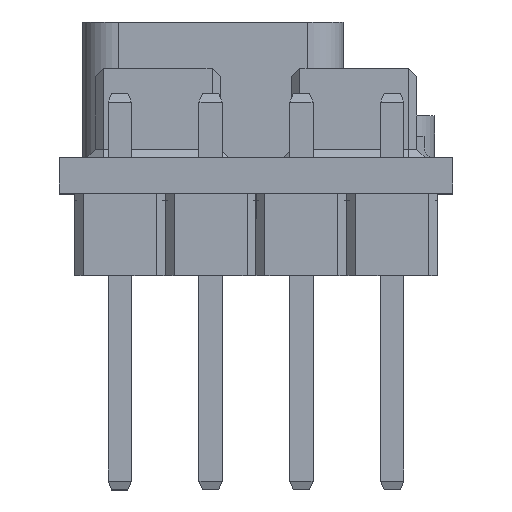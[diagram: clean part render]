
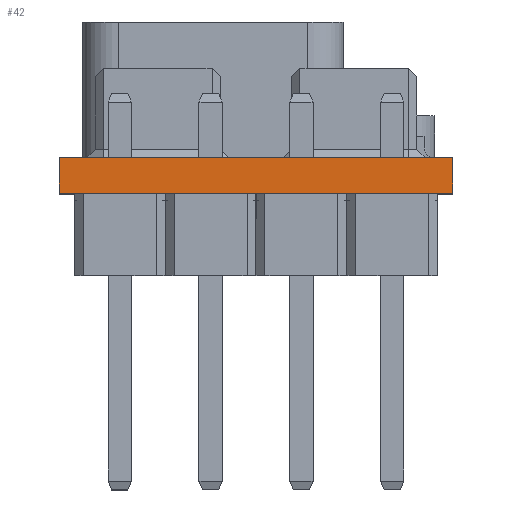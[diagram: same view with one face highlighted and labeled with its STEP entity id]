
A CAD part, top view. The second image highlights one B-rep face of the part: STEP entity #42.
In plain terms, the highlighted planar face has unit normal (0, 0, 1).
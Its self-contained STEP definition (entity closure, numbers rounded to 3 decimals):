
#11 = EDGE_LOOP ( 'NONE', ( #5555, #6075, #10939, #11792 ) ) ;
#42 = ADVANCED_FACE ( 'NONE', ( #8651 ), #210, .F. ) ;
#210 = PLANE ( 'NONE',  #10530 ) ;
#517 = DIRECTION ( 'NONE',  ( 0., -1., 0. ) ) ;
#720 = LINE ( 'NONE', #12442, #11912 ) ;
#2147 = VECTOR ( 'NONE', #11678, 1000. ) ;
#2293 = CARTESIAN_POINT ( 'NONE',  ( 11., 1., 20. ) ) ;
#3170 = VECTOR ( 'NONE', #5637, 1000. ) ;
#3316 = LINE ( 'NONE', #6363, #2147 ) ;
#3818 = DIRECTION ( 'NONE',  ( 0., 0., -1. ) ) ;
#3859 = CARTESIAN_POINT ( 'NONE',  ( 0., 1., 20. ) ) ;
#4575 = EDGE_CURVE ( 'NONE', #5491, #12799, #6585, .T. ) ;
#5491 = VERTEX_POINT ( 'NONE', #3859 ) ;
#5555 = ORIENTED_EDGE ( 'NONE', *, *, #13918, .T. ) ;
#5637 = DIRECTION ( 'NONE',  ( 0., -1., 0. ) ) ;
#5831 = VERTEX_POINT ( 'NONE', #2293 ) ;
#5853 = CARTESIAN_POINT ( 'NONE',  ( 0., 1., 20. ) ) ;
#6075 = ORIENTED_EDGE ( 'NONE', *, *, #8604, .F. ) ;
#6363 = CARTESIAN_POINT ( 'NONE',  ( 0., 0., 20. ) ) ;
#6489 = VERTEX_POINT ( 'NONE', #9771 ) ;
#6585 = LINE ( 'NONE', #10001, #3170 ) ;
#6976 = CARTESIAN_POINT ( 'NONE',  ( 0., 1., 20. ) ) ;
#7271 = EDGE_CURVE ( 'NONE', #5491, #5831, #8605, .T. ) ;
#8604 = EDGE_CURVE ( 'NONE', #5831, #6489, #720, .T. ) ;
#8605 = LINE ( 'NONE', #5853, #10116 ) ;
#8651 = FACE_OUTER_BOUND ( 'NONE', #11, .T. ) ;
#9771 = CARTESIAN_POINT ( 'NONE',  ( 11., 0., 20. ) ) ;
#10001 = CARTESIAN_POINT ( 'NONE',  ( 0., 1., 20. ) ) ;
#10116 = VECTOR ( 'NONE', #13627, 1000. ) ;
#10196 = DIRECTION ( 'NONE',  ( -1., 0., 0. ) ) ;
#10530 = AXIS2_PLACEMENT_3D ( 'NONE', #6976, #3818, #10196 ) ;
#10939 = ORIENTED_EDGE ( 'NONE', *, *, #7271, .F. ) ;
#11678 = DIRECTION ( 'NONE',  ( 1., 0., 0. ) ) ;
#11792 = ORIENTED_EDGE ( 'NONE', *, *, #4575, .T. ) ;
#11912 = VECTOR ( 'NONE', #517, 1000. ) ;
#12442 = CARTESIAN_POINT ( 'NONE',  ( 11., 1., 20. ) ) ;
#12799 = VERTEX_POINT ( 'NONE', #13334 ) ;
#13334 = CARTESIAN_POINT ( 'NONE',  ( 0., 0., 20. ) ) ;
#13627 = DIRECTION ( 'NONE',  ( 1., 0., 0. ) ) ;
#13918 = EDGE_CURVE ( 'NONE', #12799, #6489, #3316, .T. ) ;
